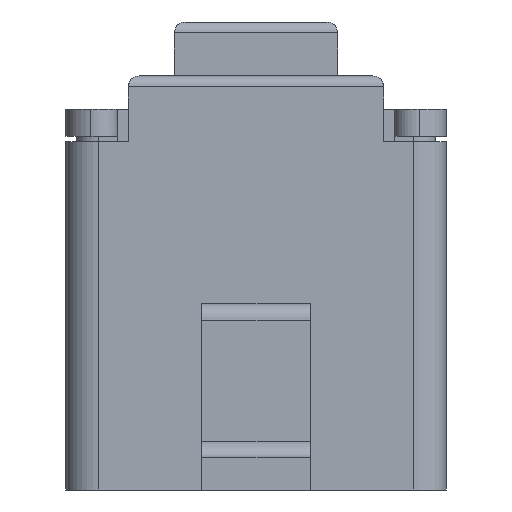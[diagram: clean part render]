
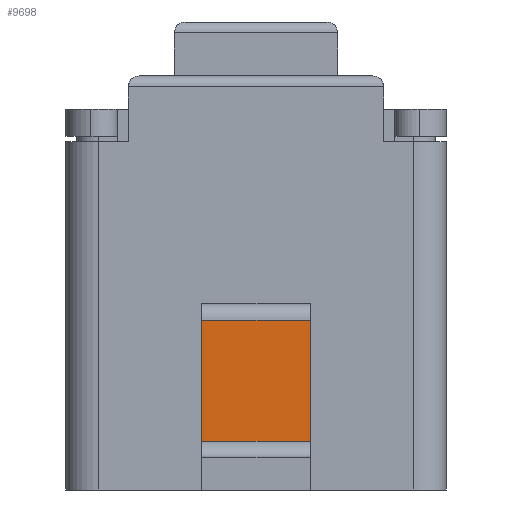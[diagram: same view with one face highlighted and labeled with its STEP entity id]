
A CAD part, left-side view. The second image highlights one B-rep face of the part: STEP entity #9698.
In plain terms, the highlighted planar face has unit normal (-1, 0, 0).
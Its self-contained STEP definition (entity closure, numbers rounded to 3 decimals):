
#55 = PLANE('',#56);
#56 = AXIS2_PLACEMENT_3D('',#57,#58,#59);
#57 = CARTESIAN_POINT('',(-4.,-0.5,-3.7));
#58 = DIRECTION('',(0.,-1.,0.));
#59 = DIRECTION('',(1.,0.,0.));
#83 = CYLINDRICAL_SURFACE('',#84,0.15);
#84 = AXIS2_PLACEMENT_3D('',#85,#86,#87);
#85 = CARTESIAN_POINT('',(-3.452,0.5,-3.55));
#86 = DIRECTION('',(0.,-1.,-0.));
#87 = DIRECTION('',(-1.,0.,0.));
#133 = PLANE('',#134);
#134 = AXIS2_PLACEMENT_3D('',#135,#136,#137);
#135 = CARTESIAN_POINT('',(-4.,0.5,-3.7));
#136 = DIRECTION('',(0.,1.,0.));
#137 = DIRECTION('',(-1.,0.,0.));
#430 = VERTEX_POINT('',#431);
#431 = CARTESIAN_POINT('',(-3.302,0.5,-3.55));
#475 = EDGE_CURVE('',#430,#476,#478,.T.);
#476 = VERTEX_POINT('',#477);
#477 = CARTESIAN_POINT('',(-3.302,0.5,-2.438));
#478 = SURFACE_CURVE('',#479,(#483,#490),.PCURVE_S1.);
#479 = LINE('',#480,#481);
#480 = CARTESIAN_POINT('',(-3.302,0.5,-3.55));
#481 = VECTOR('',#482,1.);
#482 = DIRECTION('',(0.,0.,1.));
#483 = PCURVE('',#133,#484);
#484 = DEFINITIONAL_REPRESENTATION('',(#485),#489);
#485 = LINE('',#486,#487);
#486 = CARTESIAN_POINT('',(-0.698,0.15));
#487 = VECTOR('',#488,1.);
#488 = DIRECTION('',(0.,1.));
#489 = ( GEOMETRIC_REPRESENTATION_CONTEXT(2) 
PARAMETRIC_REPRESENTATION_CONTEXT() REPRESENTATION_CONTEXT('2D SPACE',''
  ) );
#490 = PCURVE('',#491,#496);
#491 = PLANE('',#492);
#492 = AXIS2_PLACEMENT_3D('',#493,#494,#495);
#493 = CARTESIAN_POINT('',(-3.302,0.5,-3.55));
#494 = DIRECTION('',(1.,0.,0.));
#495 = DIRECTION('',(0.,1.,0.));
#496 = DEFINITIONAL_REPRESENTATION('',(#497),#501);
#497 = LINE('',#498,#499);
#498 = CARTESIAN_POINT('',(0.,0.));
#499 = VECTOR('',#500,1.);
#500 = DIRECTION('',(0.,1.));
#501 = ( GEOMETRIC_REPRESENTATION_CONTEXT(2) 
PARAMETRIC_REPRESENTATION_CONTEXT() REPRESENTATION_CONTEXT('2D SPACE',''
  ) );
#520 = CYLINDRICAL_SURFACE('',#521,0.15);
#521 = AXIS2_PLACEMENT_3D('',#522,#523,#524);
#522 = CARTESIAN_POINT('',(-3.152,0.5,-2.438));
#523 = DIRECTION('',(0.,1.,-0.));
#524 = DIRECTION('',(1.,0.,0.));
#4783 = VERTEX_POINT('',#4784);
#4784 = CARTESIAN_POINT('',(-3.302,-0.5,-2.438));
#4828 = EDGE_CURVE('',#4829,#4783,#4831,.T.);
#4829 = VERTEX_POINT('',#4830);
#4830 = CARTESIAN_POINT('',(-3.302,-0.5,-3.55));
#4831 = SURFACE_CURVE('',#4832,(#4836,#4843),.PCURVE_S1.);
#4832 = LINE('',#4833,#4834);
#4833 = CARTESIAN_POINT('',(-3.302,-0.5,-3.55));
#4834 = VECTOR('',#4835,1.);
#4835 = DIRECTION('',(0.,0.,1.));
#4836 = PCURVE('',#55,#4837);
#4837 = DEFINITIONAL_REPRESENTATION('',(#4838),#4842);
#4838 = LINE('',#4839,#4840);
#4839 = CARTESIAN_POINT('',(0.698,0.15));
#4840 = VECTOR('',#4841,1.);
#4841 = DIRECTION('',(0.,1.));
#4842 = ( GEOMETRIC_REPRESENTATION_CONTEXT(2) 
PARAMETRIC_REPRESENTATION_CONTEXT() REPRESENTATION_CONTEXT('2D SPACE',''
  ) );
#4843 = PCURVE('',#491,#4844);
#4844 = DEFINITIONAL_REPRESENTATION('',(#4845),#4849);
#4845 = LINE('',#4846,#4847);
#4846 = CARTESIAN_POINT('',(-1.,0.));
#4847 = VECTOR('',#4848,1.);
#4848 = DIRECTION('',(0.,1.));
#4849 = ( GEOMETRIC_REPRESENTATION_CONTEXT(2) 
PARAMETRIC_REPRESENTATION_CONTEXT() REPRESENTATION_CONTEXT('2D SPACE',''
  ) );
#9311 = EDGE_CURVE('',#476,#4783,#9312,.T.);
#9312 = SURFACE_CURVE('',#9313,(#9317,#9346),.PCURVE_S1.);
#9313 = LINE('',#9314,#9315);
#9314 = CARTESIAN_POINT('',(-3.302,0.5,-2.438));
#9315 = VECTOR('',#9316,1.);
#9316 = DIRECTION('',(0.,-1.,0.));
#9317 = PCURVE('',#520,#9318);
#9318 = DEFINITIONAL_REPRESENTATION('',(#9319),#9345);
#9319 = B_SPLINE_CURVE_WITH_KNOTS('',3,(#9320,#9321,#9322,#9323,#9324,
    #9325,#9326,#9327,#9328,#9329,#9330,#9331,#9332,#9333,#9334,#9335,
    #9336,#9337,#9338,#9339,#9340,#9341,#9342,#9343,#9344),
  .UNSPECIFIED.,.F.,.F.,(4,1,1,1,1,1,1,1,1,1,1,1,1,1,1,1,1,1,1,1,1,1,4),
  (0.,0.045,0.091,0.136,
    0.182,0.227,0.273,0.318,
    0.364,0.409,0.455,0.5,0.545,
    0.591,0.636,0.682,0.727,
    0.773,0.818,0.864,0.909,
    0.955,1.),.QUASI_UNIFORM_KNOTS.);
#9320 = CARTESIAN_POINT('',(3.142,0.));
#9321 = CARTESIAN_POINT('',(3.142,-0.015));
#9322 = CARTESIAN_POINT('',(3.142,-0.045));
#9323 = CARTESIAN_POINT('',(3.142,-0.091));
#9324 = CARTESIAN_POINT('',(3.142,-0.136));
#9325 = CARTESIAN_POINT('',(3.142,-0.182));
#9326 = CARTESIAN_POINT('',(3.142,-0.227));
#9327 = CARTESIAN_POINT('',(3.142,-0.273));
#9328 = CARTESIAN_POINT('',(3.142,-0.318));
#9329 = CARTESIAN_POINT('',(3.142,-0.364));
#9330 = CARTESIAN_POINT('',(3.142,-0.409));
#9331 = CARTESIAN_POINT('',(3.142,-0.455));
#9332 = CARTESIAN_POINT('',(3.142,-0.5));
#9333 = CARTESIAN_POINT('',(3.142,-0.545));
#9334 = CARTESIAN_POINT('',(3.142,-0.591));
#9335 = CARTESIAN_POINT('',(3.142,-0.636));
#9336 = CARTESIAN_POINT('',(3.142,-0.682));
#9337 = CARTESIAN_POINT('',(3.142,-0.727));
#9338 = CARTESIAN_POINT('',(3.142,-0.773));
#9339 = CARTESIAN_POINT('',(3.142,-0.818));
#9340 = CARTESIAN_POINT('',(3.142,-0.864));
#9341 = CARTESIAN_POINT('',(3.142,-0.909));
#9342 = CARTESIAN_POINT('',(3.142,-0.955));
#9343 = CARTESIAN_POINT('',(3.142,-0.985));
#9344 = CARTESIAN_POINT('',(3.142,-1.));
#9345 = ( GEOMETRIC_REPRESENTATION_CONTEXT(2) 
PARAMETRIC_REPRESENTATION_CONTEXT() REPRESENTATION_CONTEXT('2D SPACE',''
  ) );
#9346 = PCURVE('',#491,#9347);
#9347 = DEFINITIONAL_REPRESENTATION('',(#9348),#9352);
#9348 = LINE('',#9349,#9350);
#9349 = CARTESIAN_POINT('',(0.,1.112));
#9350 = VECTOR('',#9351,1.);
#9351 = DIRECTION('',(-1.,0.));
#9352 = ( GEOMETRIC_REPRESENTATION_CONTEXT(2) 
PARAMETRIC_REPRESENTATION_CONTEXT() REPRESENTATION_CONTEXT('2D SPACE',''
  ) );
#9359 = EDGE_CURVE('',#430,#4829,#9360,.T.);
#9360 = SURFACE_CURVE('',#9361,(#9365,#9394),.PCURVE_S1.);
#9361 = LINE('',#9362,#9363);
#9362 = CARTESIAN_POINT('',(-3.302,-0.5,-3.55));
#9363 = VECTOR('',#9364,1.);
#9364 = DIRECTION('',(0.,-1.,0.));
#9365 = PCURVE('',#83,#9366);
#9366 = DEFINITIONAL_REPRESENTATION('',(#9367),#9393);
#9367 = B_SPLINE_CURVE_WITH_KNOTS('',3,(#9368,#9369,#9370,#9371,#9372,
    #9373,#9374,#9375,#9376,#9377,#9378,#9379,#9380,#9381,#9382,#9383,
    #9384,#9385,#9386,#9387,#9388,#9389,#9390,#9391,#9392),
  .UNSPECIFIED.,.F.,.F.,(4,1,1,1,1,1,1,1,1,1,1,1,1,1,1,1,1,1,1,1,1,1,4),
  (-1.,-0.955,-0.909,-0.864,-0.818,
    -0.773,-0.727,-0.682,-0.636,
    -0.591,-0.545,-0.5,-0.455,-0.409
    ,-0.364,-0.318,-0.273,-0.227,
    -0.182,-0.136,-0.091,
    -0.045,0.),.UNSPECIFIED.);
#9368 = CARTESIAN_POINT('',(3.142,0.));
#9369 = CARTESIAN_POINT('',(3.142,0.015));
#9370 = CARTESIAN_POINT('',(3.142,0.045));
#9371 = CARTESIAN_POINT('',(3.142,0.091));
#9372 = CARTESIAN_POINT('',(3.142,0.136));
#9373 = CARTESIAN_POINT('',(3.142,0.182));
#9374 = CARTESIAN_POINT('',(3.142,0.227));
#9375 = CARTESIAN_POINT('',(3.142,0.273));
#9376 = CARTESIAN_POINT('',(3.142,0.318));
#9377 = CARTESIAN_POINT('',(3.142,0.364));
#9378 = CARTESIAN_POINT('',(3.142,0.409));
#9379 = CARTESIAN_POINT('',(3.142,0.455));
#9380 = CARTESIAN_POINT('',(3.142,0.5));
#9381 = CARTESIAN_POINT('',(3.142,0.545));
#9382 = CARTESIAN_POINT('',(3.142,0.591));
#9383 = CARTESIAN_POINT('',(3.142,0.636));
#9384 = CARTESIAN_POINT('',(3.142,0.682));
#9385 = CARTESIAN_POINT('',(3.142,0.727));
#9386 = CARTESIAN_POINT('',(3.142,0.773));
#9387 = CARTESIAN_POINT('',(3.142,0.818));
#9388 = CARTESIAN_POINT('',(3.142,0.864));
#9389 = CARTESIAN_POINT('',(3.142,0.909));
#9390 = CARTESIAN_POINT('',(3.142,0.955));
#9391 = CARTESIAN_POINT('',(3.142,0.985));
#9392 = CARTESIAN_POINT('',(3.142,1.));
#9393 = ( GEOMETRIC_REPRESENTATION_CONTEXT(2) 
PARAMETRIC_REPRESENTATION_CONTEXT() REPRESENTATION_CONTEXT('2D SPACE',''
  ) );
#9394 = PCURVE('',#491,#9395);
#9395 = DEFINITIONAL_REPRESENTATION('',(#9396),#9400);
#9396 = LINE('',#9397,#9398);
#9397 = CARTESIAN_POINT('',(-1.,0.));
#9398 = VECTOR('',#9399,1.);
#9399 = DIRECTION('',(-1.,0.));
#9400 = ( GEOMETRIC_REPRESENTATION_CONTEXT(2) 
PARAMETRIC_REPRESENTATION_CONTEXT() REPRESENTATION_CONTEXT('2D SPACE',''
  ) );
#9698 = ADVANCED_FACE('',(#9699),#491,.F.);
#9699 = FACE_BOUND('',#9700,.T.);
#9700 = EDGE_LOOP('',(#9701,#9702,#9703,#9704));
#9701 = ORIENTED_EDGE('',*,*,#475,.F.);
#9702 = ORIENTED_EDGE('',*,*,#9359,.T.);
#9703 = ORIENTED_EDGE('',*,*,#4828,.T.);
#9704 = ORIENTED_EDGE('',*,*,#9311,.F.);
